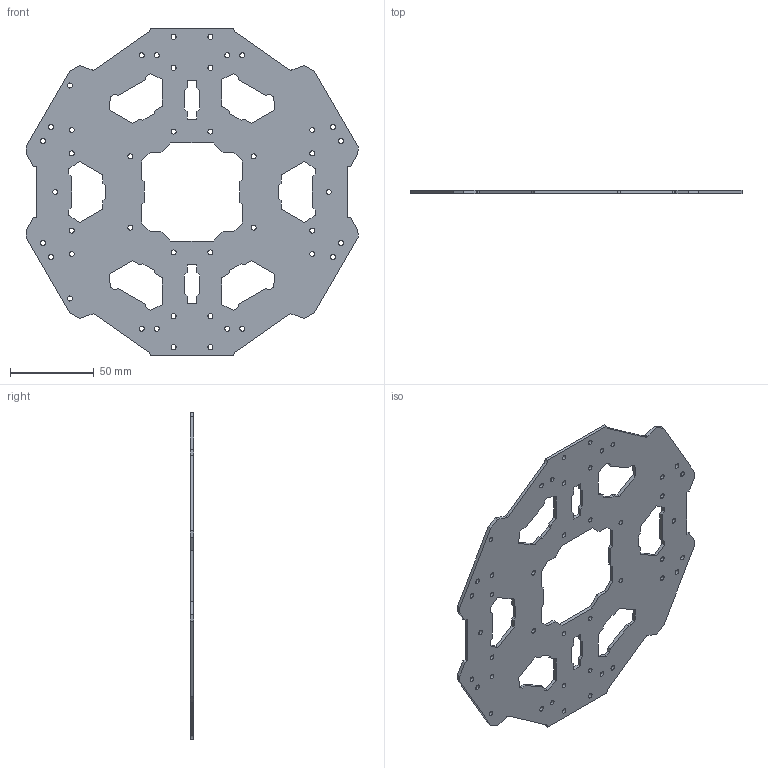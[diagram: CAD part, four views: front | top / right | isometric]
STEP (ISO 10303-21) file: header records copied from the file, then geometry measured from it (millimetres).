
FILE_DESCRIPTION (( 'STEP AP203' ), '1' );
FILE_NAME ('Top Plate_Default_sldprt.STEP', '2021-02-13T10:56:51', ( '' ), ( '' ), 'SwSTEP 2.0', 'SolidWorks 2019', '' );
FILE_SCHEMA (( 'CONFIG_CONTROL_DESIGN' ));
Length unit declared in the file: millimetre
Products named in the file (1): Top Plate_Default_sldprt
Bounding box: 198 x 2 x 195 mm (x, y, z)
Volume: 45504.3 mm3; surface area: 49505.1 mm2
Topology: 1 solids, 1 shells, 264 faces, 786 edges, 524 vertices
Faces by surface type: plane 166, cylinder 98
Entity records: 9155 total; most frequent: CARTESIAN_POINT 1575, ORIENTED_EDGE 1572, DIRECTION 1512, EDGE_CURVE 786, LINE 590, VECTOR 590, VERTEX_POINT 524, AXIS2_PLACEMENT_3D 461
